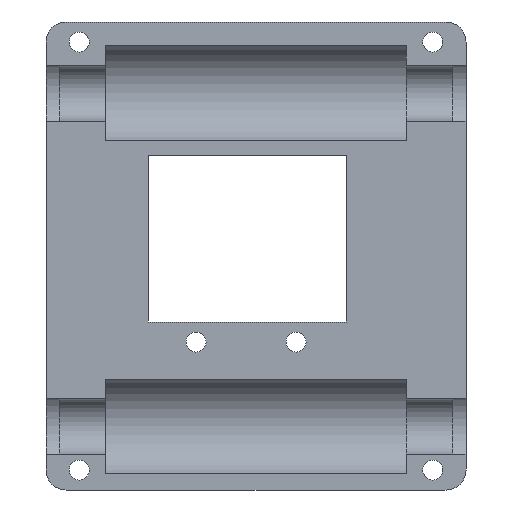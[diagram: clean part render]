
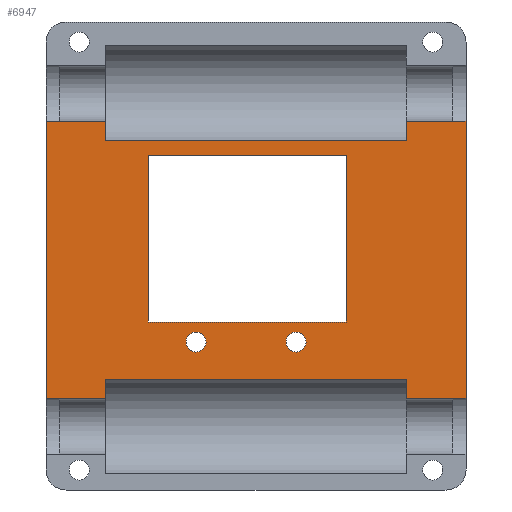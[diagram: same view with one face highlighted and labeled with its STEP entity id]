
A CAD part, front view. The second image highlights one B-rep face of the part: STEP entity #6947.
In plain terms, the highlighted planar face has unit normal (0, -1, 0).
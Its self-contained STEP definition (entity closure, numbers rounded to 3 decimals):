
#646=CIRCLE('',#7730,1.5);
#647=CIRCLE('',#7734,1.5);
#669=FACE_BOUND('',#1563,.T.);
#670=FACE_BOUND('',#1564,.T.);
#671=FACE_BOUND('',#1565,.T.);
#819=PLANE('',#7742);
#1180=FACE_OUTER_BOUND('',#1562,.T.);
#1562=EDGE_LOOP('',(#6567,#6568,#6569,#6570,#6571,#6572,#6573,#6574,#6575,
#6576,#6577,#6578));
#1563=EDGE_LOOP('',(#6579,#6580,#6581,#6582));
#1564=EDGE_LOOP('',(#6583));
#1565=EDGE_LOOP('',(#6584));
#1747=LINE('',#16049,#2358);
#1840=LINE('',#16331,#2451);
#1865=LINE('',#16398,#2476);
#2099=LINE('',#17269,#2710);
#2101=LINE('',#17273,#2712);
#2106=LINE('',#17287,#2717);
#2113=LINE('',#17304,#2724);
#2116=LINE('',#17313,#2727);
#2119=LINE('',#17320,#2730);
#2124=LINE('',#17334,#2735);
#2133=LINE('',#17355,#2744);
#2141=LINE('',#17375,#2752);
#2147=LINE('',#17385,#2758);
#2155=LINE('',#17407,#2766);
#2164=LINE('',#17432,#2775);
#2172=LINE('',#17461,#2783);
#2358=VECTOR('',#8332,10.);
#2451=VECTOR('',#8589,10.);
#2476=VECTOR('',#8660,10.);
#2710=VECTOR('',#9702,10.);
#2712=VECTOR('',#9706,10.);
#2717=VECTOR('',#9715,10.);
#2724=VECTOR('',#9732,10.);
#2727=VECTOR('',#9739,10.);
#2730=VECTOR('',#9744,10.);
#2735=VECTOR('',#9755,10.);
#2744=VECTOR('',#9774,10.);
#2752=VECTOR('',#9796,10.);
#2758=VECTOR('',#9804,10.);
#2766=VECTOR('',#9832,10.);
#2775=VECTOR('',#9861,10.);
#2783=VECTOR('',#9899,10.);
#3056=VERTEX_POINT('',#16046);
#3057=VERTEX_POINT('',#16048);
#3163=VERTEX_POINT('',#16328);
#3164=VERTEX_POINT('',#16330);
#3182=VERTEX_POINT('',#16395);
#3183=VERTEX_POINT('',#16397);
#3416=VERTEX_POINT('',#17267);
#3417=VERTEX_POINT('',#17271);
#3423=VERTEX_POINT('',#17284);
#3424=VERTEX_POINT('',#17286);
#3429=VERTEX_POINT('',#17302);
#3433=VERTEX_POINT('',#17311);
#3434=VERTEX_POINT('',#17316);
#3436=VERTEX_POINT('',#17319);
#3442=VERTEX_POINT('',#17333);
#3447=VERTEX_POINT('',#17348);
#3472=VERTEX_POINT('',#17449);
#3473=VERTEX_POINT('',#17457);
#3795=EDGE_CURVE('',#3056,#3057,#1747,.T.);
#3942=EDGE_CURVE('',#3164,#3163,#1840,.T.);
#3975=EDGE_CURVE('',#3183,#3182,#1865,.T.);
#4409=EDGE_CURVE('',#3416,#3056,#2099,.T.);
#4411=EDGE_CURVE('',#3417,#3416,#2101,.T.);
#4417=EDGE_CURVE('',#3424,#3423,#2106,.T.);
#4426=EDGE_CURVE('',#3423,#3429,#2113,.T.);
#4430=EDGE_CURVE('',#3429,#3433,#2116,.T.);
#4433=EDGE_CURVE('',#3436,#3434,#2119,.T.);
#4440=EDGE_CURVE('',#3442,#3436,#2124,.T.);
#4451=EDGE_CURVE('',#3447,#3442,#2133,.T.);
#4462=EDGE_CURVE('',#3182,#3424,#2141,.T.);
#4468=EDGE_CURVE('',#3434,#3183,#2147,.T.);
#4479=EDGE_CURVE('',#3433,#3164,#2155,.T.);
#4492=EDGE_CURVE('',#3163,#3447,#2164,.T.);
#4501=EDGE_CURVE('',#3472,#3472,#646,.T.);
#4505=EDGE_CURVE('',#3473,#3473,#647,.T.);
#4506=EDGE_CURVE('',#3057,#3417,#2172,.T.);
#6567=ORIENTED_EDGE('',*,*,#4430,.T.);
#6568=ORIENTED_EDGE('',*,*,#4479,.T.);
#6569=ORIENTED_EDGE('',*,*,#3942,.T.);
#6570=ORIENTED_EDGE('',*,*,#4492,.T.);
#6571=ORIENTED_EDGE('',*,*,#4451,.T.);
#6572=ORIENTED_EDGE('',*,*,#4440,.T.);
#6573=ORIENTED_EDGE('',*,*,#4433,.T.);
#6574=ORIENTED_EDGE('',*,*,#4468,.T.);
#6575=ORIENTED_EDGE('',*,*,#3975,.T.);
#6576=ORIENTED_EDGE('',*,*,#4462,.T.);
#6577=ORIENTED_EDGE('',*,*,#4417,.T.);
#6578=ORIENTED_EDGE('',*,*,#4426,.T.);
#6579=ORIENTED_EDGE('',*,*,#4411,.F.);
#6580=ORIENTED_EDGE('',*,*,#4506,.F.);
#6581=ORIENTED_EDGE('',*,*,#3795,.F.);
#6582=ORIENTED_EDGE('',*,*,#4409,.F.);
#6583=ORIENTED_EDGE('',*,*,#4505,.F.);
#6584=ORIENTED_EDGE('',*,*,#4501,.F.);
#6947=ADVANCED_FACE('',(#1180,#669,#670,#671),#819,.F.);
#7730=AXIS2_PLACEMENT_3D('',#17451,#9884,#9885);
#7734=AXIS2_PLACEMENT_3D('',#17459,#9895,#9896);
#7742=AXIS2_PLACEMENT_3D('',#17472,#9916,#9917);
#8332=DIRECTION('',(0.,0.,1.));
#8589=DIRECTION('',(0.,0.,1.));
#8660=DIRECTION('',(0.,0.,-1.));
#9702=DIRECTION('',(1.,0.,0.));
#9706=DIRECTION('',(0.,0.,-1.));
#9715=DIRECTION('',(0.,0.,1.));
#9732=DIRECTION('',(1.,0.,0.));
#9739=DIRECTION('',(0.,0.,-1.));
#9744=DIRECTION('',(0.,0.,1.));
#9755=DIRECTION('',(-1.,0.,0.));
#9774=DIRECTION('',(0.,0.,-1.));
#9796=DIRECTION('',(1.,0.,0.));
#9804=DIRECTION('',(-1.,0.,0.));
#9832=DIRECTION('',(1.,0.,0.));
#9861=DIRECTION('',(-1.,0.,0.));
#9884=DIRECTION('center_axis',(0.,-1.,0.));
#9885=DIRECTION('ref_axis',(1.,0.,0.));
#9895=DIRECTION('center_axis',(0.,-1.,0.));
#9896=DIRECTION('ref_axis',(1.,0.,0.));
#9899=DIRECTION('',(-1.,0.,0.));
#9916=DIRECTION('center_axis',(0.,1.,0.));
#9917=DIRECTION('ref_axis',(1.,0.,0.));
#16046=CARTESIAN_POINT('',(15.,1.5,3.));
#16048=CARTESIAN_POINT('',(15.,1.5,28.));
#16049=CARTESIAN_POINT('',(15.,1.5,3.));
#16328=CARTESIAN_POINT('',(33.,1.5,33.13));
#16330=CARTESIAN_POINT('',(33.,1.5,-8.47));
#16331=CARTESIAN_POINT('',(33.,1.5,-19.2));
#16395=CARTESIAN_POINT('',(-30.,1.5,-8.47));
#16397=CARTESIAN_POINT('',(-30.,1.5,33.13));
#16398=CARTESIAN_POINT('',(-30.,1.5,45.));
#17267=CARTESIAN_POINT('',(-14.7,1.5,3.));
#17269=CARTESIAN_POINT('',(-14.7,1.5,3.));
#17271=CARTESIAN_POINT('',(-14.7,1.5,28.));
#17273=CARTESIAN_POINT('',(-14.7,1.5,3.));
#17284=CARTESIAN_POINT('',(-21.15,1.5,-5.57));
#17286=CARTESIAN_POINT('',(-21.15,1.5,-8.47));
#17287=CARTESIAN_POINT('',(-21.15,1.5,12.615));
#17302=CARTESIAN_POINT('',(24.05,1.5,-5.57));
#17304=CARTESIAN_POINT('',(12.775,1.5,-5.57));
#17311=CARTESIAN_POINT('',(24.05,1.5,-8.47));
#17313=CARTESIAN_POINT('',(24.05,1.5,0.115));
#17316=CARTESIAN_POINT('',(-21.15,1.5,33.13));
#17319=CARTESIAN_POINT('',(-21.15,1.5,30.23));
#17320=CARTESIAN_POINT('',(-21.15,1.5,12.615));
#17333=CARTESIAN_POINT('',(24.05,1.5,30.23));
#17334=CARTESIAN_POINT('',(12.775,1.5,30.23));
#17348=CARTESIAN_POINT('',(24.05,1.5,33.13));
#17355=CARTESIAN_POINT('',(24.05,1.5,25.115));
#17375=CARTESIAN_POINT('',(17.25,1.5,-8.47));
#17385=CARTESIAN_POINT('',(17.25,1.5,33.13));
#17407=CARTESIAN_POINT('',(17.25,1.5,-8.47));
#17432=CARTESIAN_POINT('',(17.25,1.5,33.13));
#17449=CARTESIAN_POINT('',(6.,1.5,0.));
#17451=CARTESIAN_POINT('Origin',(7.5,1.5,0.));
#17457=CARTESIAN_POINT('',(-9.,1.5,0.));
#17459=CARTESIAN_POINT('Origin',(-7.5,1.5,0.));
#17461=CARTESIAN_POINT('',(-14.7,1.5,28.));
#17472=CARTESIAN_POINT('Origin',(1.5,1.5,12.9));
